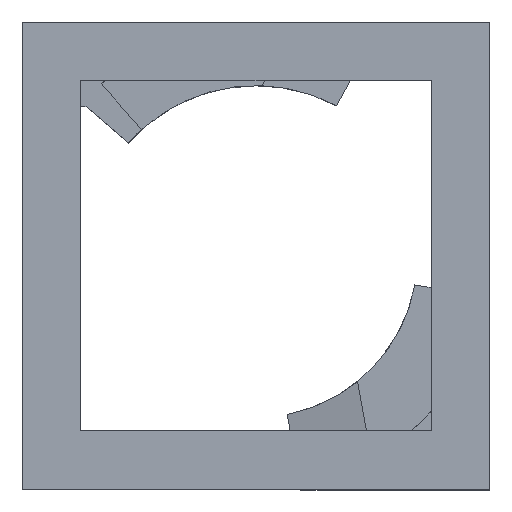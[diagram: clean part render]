
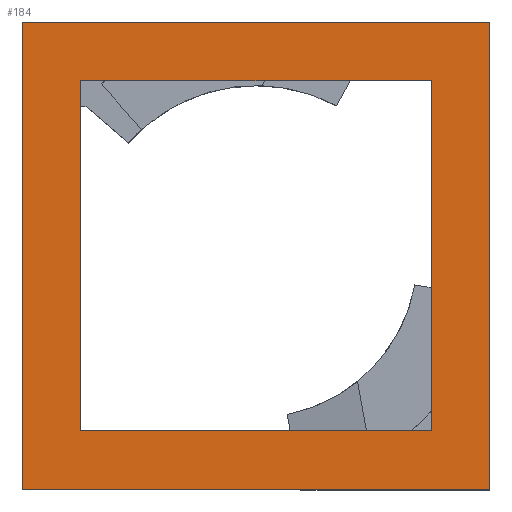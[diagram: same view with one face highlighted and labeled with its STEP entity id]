
A CAD part, top view. The second image highlights one B-rep face of the part: STEP entity #184.
In plain terms, the highlighted planar face has unit normal (0, 0, 1).
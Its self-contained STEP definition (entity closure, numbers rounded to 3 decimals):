
#159 = VERTEX_POINT('',#160);
#160 = CARTESIAN_POINT('',(-7.,-7.,0.));
#166 = EDGE_CURVE('',#167,#159,#169,.T.);
#167 = VERTEX_POINT('',#168);
#168 = CARTESIAN_POINT('',(7.,-7.,0.));
#169 = LINE('',#170,#171);
#170 = CARTESIAN_POINT('',(7.2,-7.,0.));
#171 = VECTOR('',#172,1.);
#172 = DIRECTION('',(-1.,0.,0.));
#184 = ADVANCED_FACE('',(#185,#219),#244,.T.);
#185 = FACE_BOUND('',#186,.T.);
#186 = EDGE_LOOP('',(#187,#197,#205,#213));
#187 = ORIENTED_EDGE('',*,*,#188,.F.);
#188 = EDGE_CURVE('',#189,#191,#193,.T.);
#189 = VERTEX_POINT('',#190);
#190 = CARTESIAN_POINT('',(9.35,9.35,0.));
#191 = VERTEX_POINT('',#192);
#192 = CARTESIAN_POINT('',(9.35,-9.35,0.));
#193 = LINE('',#194,#195);
#194 = CARTESIAN_POINT('',(9.35,0.,0.));
#195 = VECTOR('',#196,1.);
#196 = DIRECTION('',(0.,-1.,0.));
#197 = ORIENTED_EDGE('',*,*,#198,.T.);
#198 = EDGE_CURVE('',#189,#199,#201,.T.);
#199 = VERTEX_POINT('',#200);
#200 = CARTESIAN_POINT('',(-9.35,9.35,0.));
#201 = LINE('',#202,#203);
#202 = CARTESIAN_POINT('',(0.,9.35,0.));
#203 = VECTOR('',#204,1.);
#204 = DIRECTION('',(-1.,0.,0.));
#205 = ORIENTED_EDGE('',*,*,#206,.T.);
#206 = EDGE_CURVE('',#199,#207,#209,.T.);
#207 = VERTEX_POINT('',#208);
#208 = CARTESIAN_POINT('',(-9.35,-9.35,0.));
#209 = LINE('',#210,#211);
#210 = CARTESIAN_POINT('',(-9.35,0.,0.));
#211 = VECTOR('',#212,1.);
#212 = DIRECTION('',(0.,-1.,0.));
#213 = ORIENTED_EDGE('',*,*,#214,.F.);
#214 = EDGE_CURVE('',#191,#207,#215,.T.);
#215 = LINE('',#216,#217);
#216 = CARTESIAN_POINT('',(0.,-9.35,0.));
#217 = VECTOR('',#218,1.);
#218 = DIRECTION('',(-1.,0.,0.));
#219 = FACE_BOUND('',#220,.T.);
#220 = EDGE_LOOP('',(#221,#229,#230,#238));
#221 = ORIENTED_EDGE('',*,*,#222,.T.);
#222 = EDGE_CURVE('',#223,#167,#225,.T.);
#223 = VERTEX_POINT('',#224);
#224 = CARTESIAN_POINT('',(7.,7.,0.));
#225 = LINE('',#226,#227);
#226 = CARTESIAN_POINT('',(7.,9.6,0.));
#227 = VECTOR('',#228,1.);
#228 = DIRECTION('',(0.,-1.,0.));
#229 = ORIENTED_EDGE('',*,*,#166,.T.);
#230 = ORIENTED_EDGE('',*,*,#231,.F.);
#231 = EDGE_CURVE('',#232,#159,#234,.T.);
#232 = VERTEX_POINT('',#233);
#233 = CARTESIAN_POINT('',(-7.,7.,0.));
#234 = LINE('',#235,#236);
#235 = CARTESIAN_POINT('',(-7.,9.6,0.));
#236 = VECTOR('',#237,1.);
#237 = DIRECTION('',(0.,-1.,0.));
#238 = ORIENTED_EDGE('',*,*,#239,.F.);
#239 = EDGE_CURVE('',#223,#232,#240,.T.);
#240 = LINE('',#241,#242);
#241 = CARTESIAN_POINT('',(7.2,7.,0.));
#242 = VECTOR('',#243,1.);
#243 = DIRECTION('',(-1.,0.,0.));
#244 = PLANE('',#245);
#245 = AXIS2_PLACEMENT_3D('',#246,#247,#248);
#246 = CARTESIAN_POINT('',(0.,0.,0.));
#247 = DIRECTION('',(0.,0.,1.));
#248 = DIRECTION('',(-1.,0.,0.));
